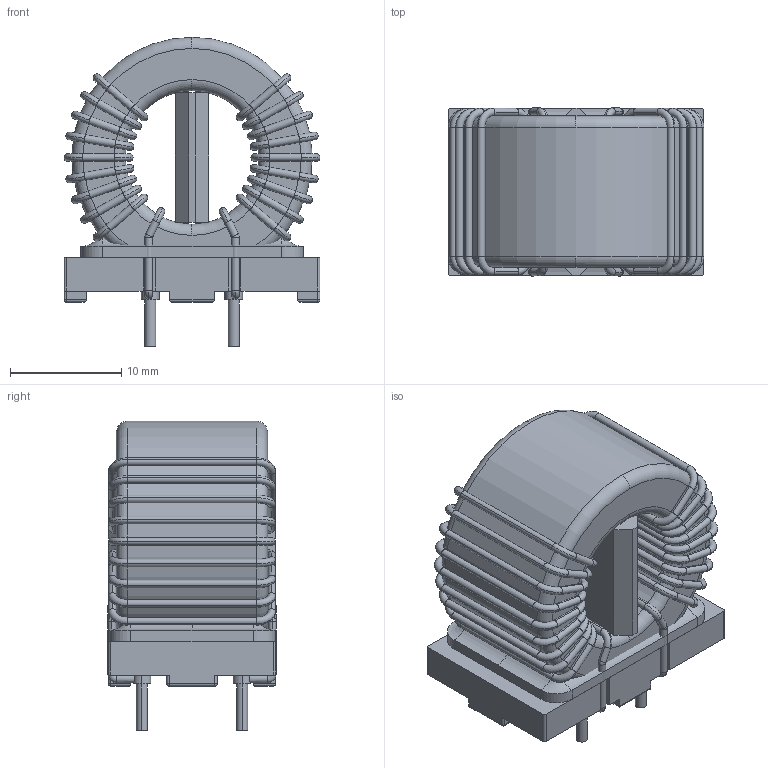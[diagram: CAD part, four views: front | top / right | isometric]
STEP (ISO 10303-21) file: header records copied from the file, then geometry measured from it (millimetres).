
FILE_DESCRIPTION(('FreeCAD Model'),'2;1');
FILE_NAME('Open CASCADE Shape Model','2026-01-14T18:38:21',('Author'),( ''),'Open CASCADE STEP processor 7.7','FreeCAD','Unknown');
FILE_SCHEMA(('AUTOMOTIVE_DESIGN { 1 0 10303 214 1 1 1 1 }'));
Length unit declared in the file: millimetre
Products named in the file (22): IND-TH_4P-L23.0-W15.0-P7.50-D1.0-S9.0~IND-TH_
4P-L23.0-W15.0-P7.50-D1.0-S9.0~KZ021; IND-TH_4P-L23.0-W15.0-P7.50-D1.0-S9.0~IND-TH_
4P-L23.0-W15.0-P7.50-D1.0-S9.0~KZ80; IND-TH_4P-L23.0-W15.0-P7.50-D1.0-S9.0~IND-TH_
4P-L23.0-W15.0-P7.50-D1.0-S9.0~KZ001; IND-TH_4P-L23.0-W15.0-P7.50-D1.0-S9.0~IND-TH_
4P-L23.0-W15.0-P7.50-D1.0-S9.0~KZ002; IND-TH_4P-L23.0-W15.0-P7.50-D1.0-S9.0~IND-TH_
4P-L23.0-W15.0-P7.50-D1.0-S9.0~KZ003; IND-TH_4P-L23.0-W15.0-P7.50-D1.0-S9.0~IND-TH_
4P-L23.0-W15.0-P7.50-D1.0-S9.0~KZ004; IND-TH_4P-L23.0-W15.0-P7.50-D1.0-S9.0~IND-TH_
4P-L23.0-W15.0-P7.50-D1.0-S9.0~KZ005; IND-TH_4P-L23.0-W15.0-P7.50-D1.0-S9.0~IND-TH_
4P-L23.0-W15.0-P7.50-D1.0-S9.0~KZ006; IND-TH_4P-L23.0-W15.0-P7.50-D1.0-S9.0~IND-TH_
4P-L23.0-W15.0-P7.50-D1.0-S9.0~KZ007; IND-TH_4P-L23.0-W15.0-P7.50-D1.0-S9.0~IND-TH_
4P-L23.0-W15.0-P7.50-D1.0-S9.0~KZ008; IND-TH_4P-L23.0-W15.0-P7.50-D1.0-S9.0~IND-TH_
4P-L23.0-W15.0-P7.50-D1.0-S9.0~KZ009; IND-TH_4P-L23.0-W15.0-P7.50-D1.0-S9.0~IND-TH_
4P-L23.0-W15.0-P7.50-D1.0-S9.0~KZ010; IND-TH_4P-L23.0-W15.0-P7.50-D1.0-S9.0~IND-TH_
4P-L23.0-W15.0-P7.50-D1.0-S9.0~KZ011; IND-TH_4P-L23.0-W15.0-P7.50-D1.0-S9.0~IND-TH_
4P-L23.0-W15.0-P7.50-D1.0-S9.0~KZ012; IND-TH_4P-L23.0-W15.0-P7.50-D1.0-S9.0~IND-TH_
4P-L23.0-W15.0-P7.50-D1.0-S9.0~KZ013; IND-TH_4P-L23.0-W15.0-P7.50-D1.0-S9.0~IND-TH_
4P-L23.0-W15.0-P7.50-D1.0-S9.0~KZ014; IND-TH_4P-L23.0-W15.0-P7.50-D1.0-S9.0~IND-TH_
4P-L23.0-W15.0-P7.50-D1.0-S9.0~KZ015; IND-TH_4P-L23.0-W15.0-P7.50-D1.0-S9.0~IND-TH_
4P-L23.0-W15.0-P7.50-D1.0-S9.0~KZ016; IND-TH_4P-L23.0-W15.0-P7.50-D1.0-S9.0~IND-TH_
4P-L23.0-W15.0-P7.50-D1.0-S9.0~KZ017; IND-TH_4P-L23.0-W15.0-P7.50-D1.0-S9.0~IND-TH_
4P-L23.0-W15.0-P7.50-D1.0-S9.0~KZ018; IND-TH_4P-L23.0-W15.0-P7.50-D1.0-S9.0~IND-TH_
4P-L23.0-W15.0-P7.50-D1.0-S9.0~KZ019; Shell
Assembly tree (21 placements, depth 2):
  IND-TH_4P-L23.0-W15.0-P7.50-D1.0-S9.0~IND-TH_
4P-L23.0-W15.0-P7.50-D1.0-S9.0~KZ021
    IND-TH_4P-L23.0-W15.0-P7.50-D1.0-S9.0~IND-TH_
4P-L23.0-W15.0-P7.50-D1.0-S9.0~KZ80
    IND-TH_4P-L23.0-W15.0-P7.50-D1.0-S9.0~IND-TH_
4P-L23.0-W15.0-P7.50-D1.0-S9.0~KZ001
    IND-TH_4P-L23.0-W15.0-P7.50-D1.0-S9.0~IND-TH_
4P-L23.0-W15.0-P7.50-D1.0-S9.0~KZ002
    IND-TH_4P-L23.0-W15.0-P7.50-D1.0-S9.0~IND-TH_
4P-L23.0-W15.0-P7.50-D1.0-S9.0~KZ003
    IND-TH_4P-L23.0-W15.0-P7.50-D1.0-S9.0~IND-TH_
4P-L23.0-W15.0-P7.50-D1.0-S9.0~KZ004
    IND-TH_4P-L23.0-W15.0-P7.50-D1.0-S9.0~IND-TH_
4P-L23.0-W15.0-P7.50-D1.0-S9.0~KZ005
    IND-TH_4P-L23.0-W15.0-P7.50-D1.0-S9.0~IND-TH_
4P-L23.0-W15.0-P7.50-D1.0-S9.0~KZ006
    IND-TH_4P-L23.0-W15.0-P7.50-D1.0-S9.0~IND-TH_
4P-L23.0-W15.0-P7.50-D1.0-S9.0~KZ007
    IND-TH_4P-L23.0-W15.0-P7.50-D1.0-S9.0~IND-TH_
4P-L23.0-W15.0-P7.50-D1.0-S9.0~KZ008
    IND-TH_4P-L23.0-W15.0-P7.50-D1.0-S9.0~IND-TH_
4P-L23.0-W15.0-P7.50-D1.0-S9.0~KZ009
    IND-TH_4P-L23.0-W15.0-P7.50-D1.0-S9.0~IND-TH_
4P-L23.0-W15.0-P7.50-D1.0-S9.0~KZ010
    IND-TH_4P-L23.0-W15.0-P7.50-D1.0-S9.0~IND-TH_
4P-L23.0-W15.0-P7.50-D1.0-S9.0~KZ011
    IND-TH_4P-L23.0-W15.0-P7.50-D1.0-S9.0~IND-TH_
4P-L23.0-W15.0-P7.50-D1.0-S9.0~KZ012
    IND-TH_4P-L23.0-W15.0-P7.50-D1.0-S9.0~IND-TH_
4P-L23.0-W15.0-P7.50-D1.0-S9.0~KZ013
    IND-TH_4P-L23.0-W15.0-P7.50-D1.0-S9.0~IND-TH_
4P-L23.0-W15.0-P7.50-D1.0-S9.0~KZ014
    IND-TH_4P-L23.0-W15.0-P7.50-D1.0-S9.0~IND-TH_
4P-L23.0-W15.0-P7.50-D1.0-S9.0~KZ015
    IND-TH_4P-L23.0-W15.0-P7.50-D1.0-S9.0~IND-TH_
4P-L23.0-W15.0-P7.50-D1.0-S9.0~KZ016
    IND-TH_4P-L23.0-W15.0-P7.50-D1.0-S9.0~IND-TH_
4P-L23.0-W15.0-P7.50-D1.0-S9.0~KZ017
    IND-TH_4P-L23.0-W15.0-P7.50-D1.0-S9.0~IND-TH_
4P-L23.0-W15.0-P7.50-D1.0-S9.0~KZ018
    IND-TH_4P-L23.0-W15.0-P7.50-D1.0-S9.0~IND-TH_
4P-L23.0-W15.0-P7.50-D1.0-S9.0~KZ019
    Shell
Bounding box: 23 x 15.1 x 27.8 mm (x, y, z)
Volume: 1445 mm3; surface area: 5365.4 mm2
Topology: 20 solids, 21 shells, 483 faces, 1197 edges, 718 vertices
Faces by surface type: cylinder 226, torus 180, plane 71, sphere 6
Entity records: 15898 total; most frequent: DIRECTION 2946, CARTESIAN_POINT 2592, ORIENTED_EDGE 2374, AXIS2_PLACEMENT_3D 1280, EDGE_CURVE 1187, CIRCLE 775, VERTEX_POINT 718, FACE_BOUND 497
